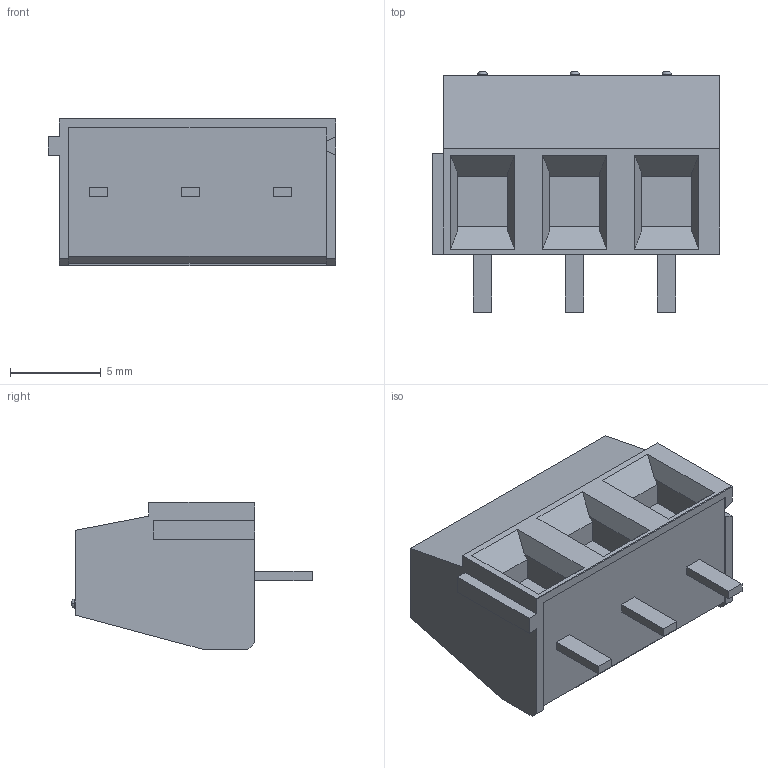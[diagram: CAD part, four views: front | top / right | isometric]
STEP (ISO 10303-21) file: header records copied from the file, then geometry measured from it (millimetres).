
FILE_DESCRIPTION(('STEP AP242'),'1');
FILE_NAME('0398800303.stp','2025-01-22T01:15:12',('TraceParts'),('TraceParts S.A.'),'Spatial InterOp 3D',' ',' ');
FILE_SCHEMA(('AP242_MANAGED_MODEL_BASED_3D_ENGINEERING_MIM_LF {1 0 10303 442 1 1 4}'));
Length unit declared in the file: millimetre
Products named in the file (1): 0398800303_1
Bounding box: 15.85 x 13.27 x 8.13 mm (x, y, z)
Volume: 888.4 mm3; surface area: 971 mm2
Topology: 1 solids, 1 shells, 146 faces, 391 edges, 271 vertices
Faces by surface type: plane 97, cylinder 31, torus 6, cone 6, bspline 6
Entity records: 4918 total; most frequent: CARTESIAN_POINT 1189, DIRECTION 785, ORIENTED_EDGE 752, EDGE_CURVE 376, AXIS2_PLACEMENT_3D 264, LINE 257, VECTOR 257, VERTEX_POINT 241
